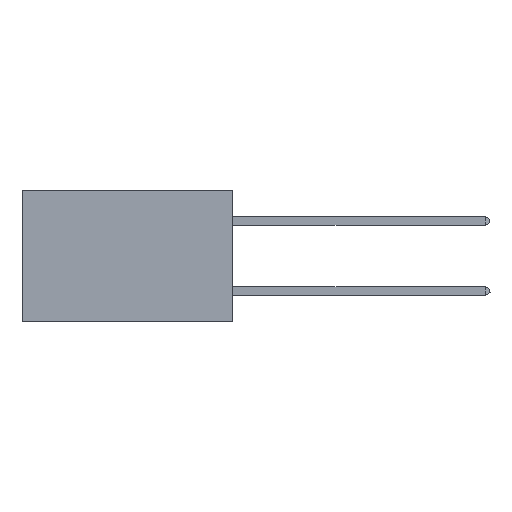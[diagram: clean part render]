
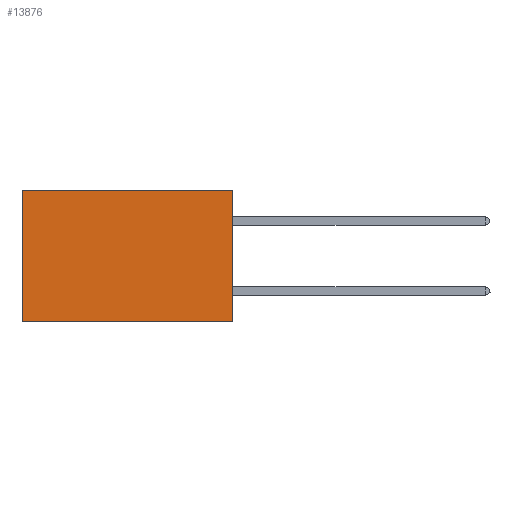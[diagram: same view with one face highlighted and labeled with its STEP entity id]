
A CAD part, left-side view. The second image highlights one B-rep face of the part: STEP entity #13876.
In plain terms, the highlighted planar face has unit normal (-1, 0, 0).
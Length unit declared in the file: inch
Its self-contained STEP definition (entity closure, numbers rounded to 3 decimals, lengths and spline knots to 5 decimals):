
#243 = CARTESIAN_POINT ( 'NONE',  ( 0.2875, 0., -0.375 ) ) ;
#496 = VERTEX_POINT ( 'NONE', #5167 ) ;
#825 = EDGE_CURVE ( 'NONE', #496, #8979, #7137, .T. ) ;
#999 = DIRECTION ( 'NONE',  ( 0., 0., -1. ) ) ;
#1115 = EDGE_LOOP ( 'NONE', ( #2410, #1234, #14436, #6759 ) ) ;
#1234 = ORIENTED_EDGE ( 'NONE', *, *, #825, .F. ) ;
#1367 = DIRECTION ( 'NONE',  ( 1., 0., 0. ) ) ;
#2208 = CARTESIAN_POINT ( 'NONE',  ( 0.2875, 0.6, -0.375 ) ) ;
#2351 = VECTOR ( 'NONE', #7281, 39.37008 ) ;
#2409 = EDGE_CURVE ( 'NONE', #5613, #8979, #11745, .T. ) ;
#2410 = ORIENTED_EDGE ( 'NONE', *, *, #2409, .T. ) ;
#2503 = PLANE ( 'NONE',  #7547 ) ;
#3443 = CARTESIAN_POINT ( 'NONE',  ( 0.2875, 0.6, 0. ) ) ;
#3953 = VECTOR ( 'NONE', #12578, 39.37008 ) ;
#5167 = CARTESIAN_POINT ( 'NONE',  ( 0.2875, 0., -0.375 ) ) ;
#5230 = FACE_OUTER_BOUND ( 'NONE', #1115, .T. ) ;
#5613 = VERTEX_POINT ( 'NONE', #3443 ) ;
#6631 = VECTOR ( 'NONE', #999, 39.37008 ) ;
#6710 = CARTESIAN_POINT ( 'NONE',  ( 0.2875, 0., -0.375 ) ) ;
#6759 = ORIENTED_EDGE ( 'NONE', *, *, #10326, .T. ) ;
#6979 = CARTESIAN_POINT ( 'NONE',  ( 0.2875, 0., 0. ) ) ;
#6998 = LINE ( 'NONE', #6710, #6631 ) ;
#7137 = LINE ( 'NONE', #243, #2351 ) ;
#7211 = EDGE_CURVE ( 'NONE', #12318, #496, #6998, .T. ) ;
#7281 = DIRECTION ( 'NONE',  ( 0., 1., 0. ) ) ;
#7547 = AXIS2_PLACEMENT_3D ( 'NONE', #8408, #1367, #13910 ) ;
#8408 = CARTESIAN_POINT ( 'NONE',  ( 0.2875, 0., -0.375 ) ) ;
#8979 = VERTEX_POINT ( 'NONE', #2208 ) ;
#10326 = EDGE_CURVE ( 'NONE', #12318, #5613, #10630, .T. ) ;
#10630 = LINE ( 'NONE', #11388, #3953 ) ;
#11388 = CARTESIAN_POINT ( 'NONE',  ( 0.2875, 0., 0. ) ) ;
#11430 = DIRECTION ( 'NONE',  ( 0., 0., -1. ) ) ;
#11745 = LINE ( 'NONE', #15147, #14532 ) ;
#12318 = VERTEX_POINT ( 'NONE', #6979 ) ;
#12578 = DIRECTION ( 'NONE',  ( 0., 1., 0. ) ) ;
#13876 = ADVANCED_FACE ( 'NONE', ( #5230 ), #2503, .F. ) ;
#13910 = DIRECTION ( 'NONE',  ( 0., 0., -1. ) ) ;
#14436 = ORIENTED_EDGE ( 'NONE', *, *, #7211, .F. ) ;
#14532 = VECTOR ( 'NONE', #11430, 39.37008 ) ;
#15147 = CARTESIAN_POINT ( 'NONE',  ( 0.2875, 0.6, -0.375 ) ) ;
